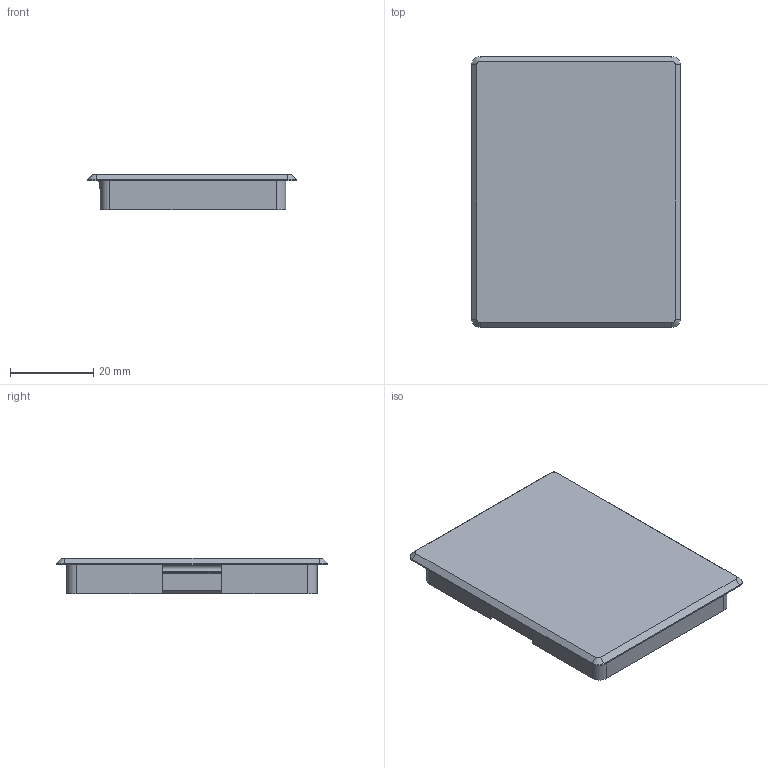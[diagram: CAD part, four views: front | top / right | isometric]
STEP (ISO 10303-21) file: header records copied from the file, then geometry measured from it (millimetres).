
FILE_DESCRIPTION(/* description */ (''),/* implementation_level */ '2;1');
FILE_NAME(/* name */ 'BLANK.step',/* time_stamp */ '2024-04-28T11:25:47+01:00',/* author */ (''),/* organization */ (''),/* preprocessor_version */ 'ST-DEVELOPER v20',/* originating_system */ 'Autodesk Translation Framework v12.20.1.177',/* authorisation */ '');
FILE_SCHEMA (('AUTOMOTIVE_DESIGN { 1 0 10303 214 3 1 1 }'));
Length unit declared in the file: millimetre
Products named in the file (2): TXV12a; MODBAY
Assembly tree (1 placements, depth 2):
  TXV12a
    MODBAY
Bounding box: 50 x 65 x 8.5 mm (x, y, z)
Volume: 6286.9 mm3; surface area: 9422 mm2
Topology: 1 solids, 1 shells, 93 faces, 237 edges, 147 vertices
Faces by surface type: plane 59, cylinder 23, bspline 7, cone 4
Entity records: 2892 total; most frequent: CARTESIAN_POINT 576, ORIENTED_EDGE 474, DIRECTION 467, EDGE_CURVE 237, LINE 167, VECTOR 167, AXIS2_PLACEMENT_3D 150, VERTEX_POINT 147
